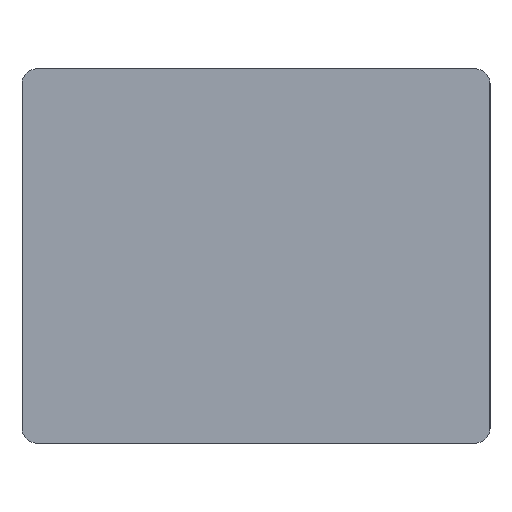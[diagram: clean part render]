
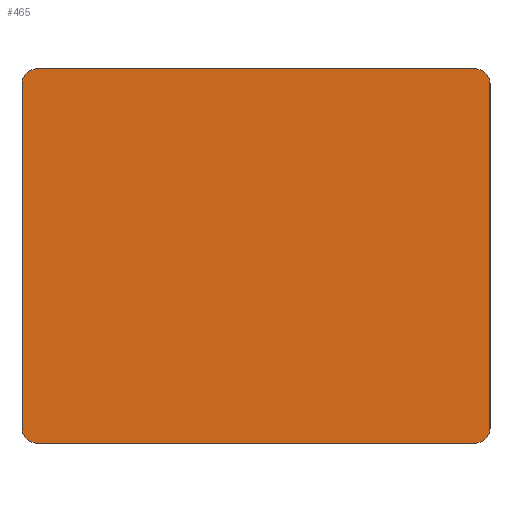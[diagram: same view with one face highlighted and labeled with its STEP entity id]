
A CAD part, left-side view. The second image highlights one B-rep face of the part: STEP entity #465.
In plain terms, the highlighted planar face has unit normal (-1, 0, 0).
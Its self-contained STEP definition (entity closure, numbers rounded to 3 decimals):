
#364 = VERTEX_POINT('',#365);
#365 = CARTESIAN_POINT('',(-1.,0.625,0.04));
#383 = VERTEX_POINT('',#384);
#384 = CARTESIAN_POINT('',(-1.,0.585,0.));
#390 = EDGE_CURVE('',#364,#383,#391,.T.);
#391 = CIRCLE('',#392,0.04);
#392 = AXIS2_PLACEMENT_3D('',#393,#394,#395);
#393 = CARTESIAN_POINT('',(-1.,0.585,0.04));
#394 = DIRECTION('',(-1.,0.,0.));
#395 = DIRECTION('',(0.,0.,1.));
#405 = EDGE_CURVE('',#406,#383,#408,.T.);
#406 = VERTEX_POINT('',#407);
#407 = CARTESIAN_POINT('',(-1.,-0.585,0.));
#408 = LINE('',#409,#410);
#409 = CARTESIAN_POINT('',(-1.,-0.625,0.));
#410 = VECTOR('',#411,1.);
#411 = DIRECTION('',(0.,1.,0.));
#436 = EDGE_CURVE('',#437,#406,#439,.T.);
#437 = VERTEX_POINT('',#438);
#438 = CARTESIAN_POINT('',(-1.,-0.625,0.04));
#439 = CIRCLE('',#440,0.04);
#440 = AXIS2_PLACEMENT_3D('',#441,#442,#443);
#441 = CARTESIAN_POINT('',(-1.,-0.585,0.04));
#442 = DIRECTION('',(1.,0.,-0.));
#443 = DIRECTION('',(0.,0.,1.));
#465 = ADVANCED_FACE('',(#466),#511,.T.);
#466 = FACE_BOUND('',#467,.T.);
#467 = EDGE_LOOP('',(#468,#476,#477,#478,#479,#487,#496,#504));
#468 = ORIENTED_EDGE('',*,*,#469,.T.);
#469 = EDGE_CURVE('',#470,#364,#472,.T.);
#470 = VERTEX_POINT('',#471);
#471 = CARTESIAN_POINT('',(-1.,0.625,0.96));
#472 = LINE('',#473,#474);
#473 = CARTESIAN_POINT('',(-1.,0.625,1.));
#474 = VECTOR('',#475,1.);
#475 = DIRECTION('',(0.,0.,-1.));
#476 = ORIENTED_EDGE('',*,*,#390,.T.);
#477 = ORIENTED_EDGE('',*,*,#405,.F.);
#478 = ORIENTED_EDGE('',*,*,#436,.F.);
#479 = ORIENTED_EDGE('',*,*,#480,.T.);
#480 = EDGE_CURVE('',#437,#481,#483,.T.);
#481 = VERTEX_POINT('',#482);
#482 = CARTESIAN_POINT('',(-1.,-0.625,0.96));
#483 = LINE('',#484,#485);
#484 = CARTESIAN_POINT('',(-1.,-0.625,0.));
#485 = VECTOR('',#486,1.);
#486 = DIRECTION('',(0.,0.,1.));
#487 = ORIENTED_EDGE('',*,*,#488,.T.);
#488 = EDGE_CURVE('',#481,#489,#491,.T.);
#489 = VERTEX_POINT('',#490);
#490 = CARTESIAN_POINT('',(-1.,-0.585,1.));
#491 = CIRCLE('',#492,0.04);
#492 = AXIS2_PLACEMENT_3D('',#493,#494,#495);
#493 = CARTESIAN_POINT('',(-1.,-0.585,0.96));
#494 = DIRECTION('',(-1.,-0.,0.));
#495 = DIRECTION('',(0.,0.,-1.));
#496 = ORIENTED_EDGE('',*,*,#497,.F.);
#497 = EDGE_CURVE('',#498,#489,#500,.T.);
#498 = VERTEX_POINT('',#499);
#499 = CARTESIAN_POINT('',(-1.,0.585,1.));
#500 = LINE('',#501,#502);
#501 = CARTESIAN_POINT('',(-1.,0.625,1.));
#502 = VECTOR('',#503,1.);
#503 = DIRECTION('',(0.,-1.,0.));
#504 = ORIENTED_EDGE('',*,*,#505,.F.);
#505 = EDGE_CURVE('',#470,#498,#506,.T.);
#506 = CIRCLE('',#507,0.04);
#507 = AXIS2_PLACEMENT_3D('',#508,#509,#510);
#508 = CARTESIAN_POINT('',(-1.,0.585,0.96));
#509 = DIRECTION('',(1.,0.,0.));
#510 = DIRECTION('',(0.,0.,-1.));
#511 = PLANE('',#512);
#512 = AXIS2_PLACEMENT_3D('',#513,#514,#515);
#513 = CARTESIAN_POINT('',(-1.,0.,0.5));
#514 = DIRECTION('',(-1.,-0.,-0.));
#515 = DIRECTION('',(0.,0.,-1.));
